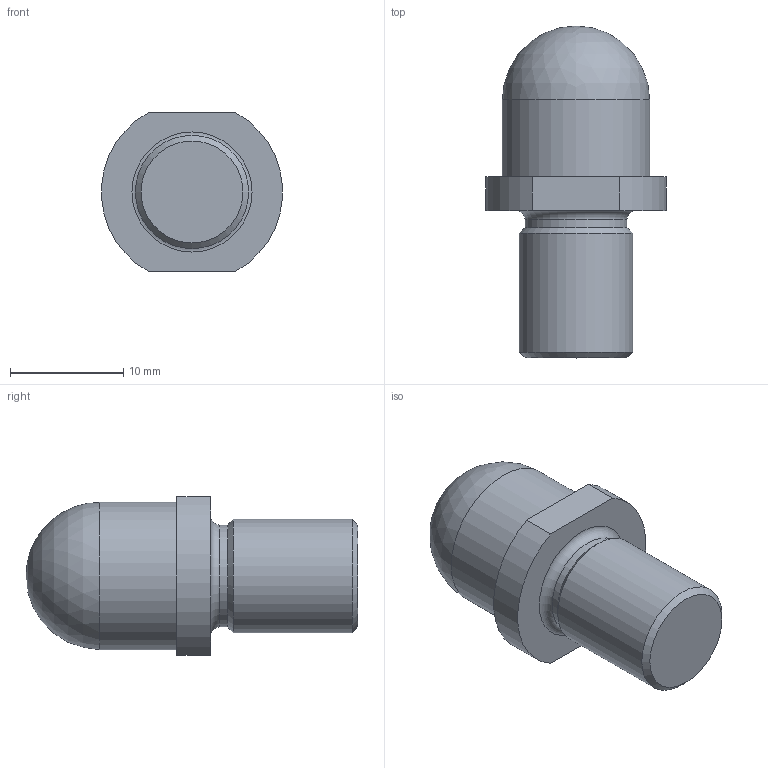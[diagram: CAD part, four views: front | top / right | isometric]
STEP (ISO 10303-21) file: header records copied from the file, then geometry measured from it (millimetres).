
FILE_DESCRIPTION(/* description */ ('Pivot Truck'),/* implementation_level */ '2;1');
FILE_NAME(/* name */ '110 Pivot.stp',/* time_stamp */ '2022-05-13T22:37:39+02:00',/* author */ ('Feuille'),/* organization */ (''),/* preprocessor_version */ 'ST-DEVELOPER v17',/* originating_system */ 'Autodesk Inventor 2019',/* authorisation */ '');
FILE_SCHEMA (('AUTOMOTIVE_DESIGN { 1 0 10303 214 3 1 1 }'));
Length unit declared in the file: millimetre
Products named in the file (1): 110 
Bounding box: 15.95 x 29.3 x 14 mm (x, y, z)
Volume: 3044.6 mm3; surface area: 1345.5 mm2
Topology: 1 solids, 1 shells, 14 faces, 34 edges, 23 vertices
Faces by surface type: plane 5, cylinder 5, cone 2, torus 1, sphere 1
Full cylindrical faces by diameter (mm): 9 x1, 10 x1, 13 x1
Entity records: 460 total; most frequent: DIRECTION 83, CARTESIAN_POINT 71, ORIENTED_EDGE 66, AXIS2_PLACEMENT_3D 35, EDGE_CURVE 33, VERTEX_POINT 23, CIRCLE 20, EDGE_LOOP 16
